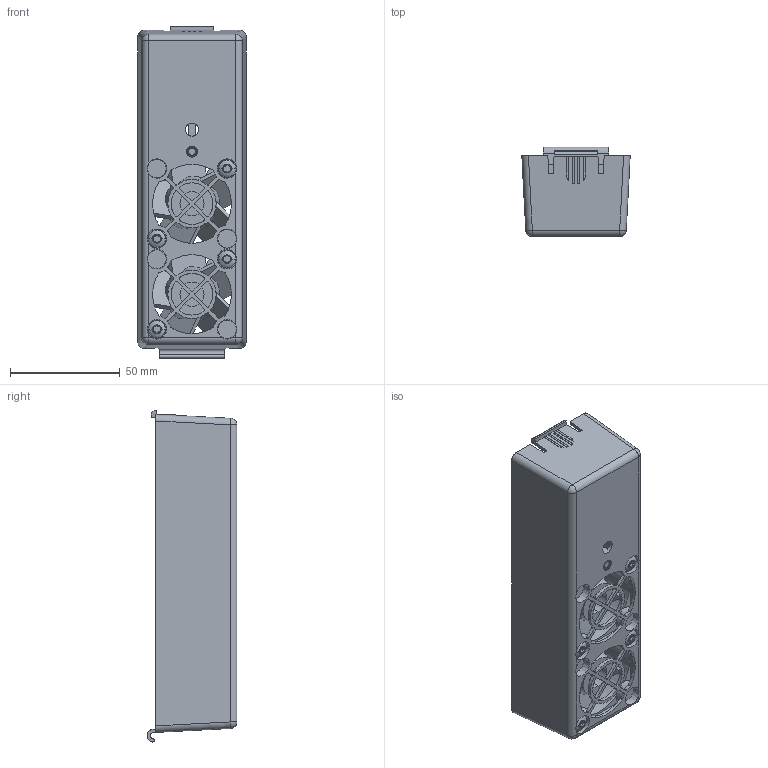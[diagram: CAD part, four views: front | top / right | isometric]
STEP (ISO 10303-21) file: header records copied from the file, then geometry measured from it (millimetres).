
FILE_DESCRIPTION((''),'2;1');
FILE_NAME('1396831-00-K01_ASM','2023-04-03T11:30:40',('CH5999'),(''),'CREO PARAMETRIC BY PTC INC, 2022162','CREO PARAMETRIC BY PTC INC, 2022162','');
FILE_SCHEMA(('AP242_MANAGED_MODEL_BASED_3D_ENGINEERING_MIM_LF { 1 0 10303 442 1 1 4 }'));
Length unit declared in the file: millimetre
Products named in the file (7): 1383502-01-K01; 1184955-04-K01; 1184955-04-K01_AF0; 1362543-01-K01_ASM; 288340-41-K01; 1387517-00-K01_ASM; 1396831-00-K01_ASM
Assembly tree (9 placements, depth 4):
  1396831-00-K01_ASM
    1387517-00-K01_ASM
      1383502-01-K01
      1362543-01-K01_ASM
        1184955-04-K01
        1184955-04-K01_AF0
      288340-41-K01  x4
Bounding box: 49.4 x 41 x 151.37 mm (x, y, z)
Volume: 67059.4 mm3; surface area: 69719.3 mm2
Topology: 7 solids, 7 shells, 844 faces, 2269 edges, 1431 vertices
Faces by surface type: cylinder 345, plane 253, bspline 76, torus 71, cone 67, sphere 32
Entity records: 37145 total; most frequent: CARTESIAN_POINT 12048, ORIENTED_EDGE 4078, DIRECTION 3879, EDGE_CURVE 2039, PRESENTATION_STYLE_ASSIGNMENT 1966, STYLED_ITEM 1966, CURVE_STYLE 1963, AXIS2_PLACEMENT_3D 1523
